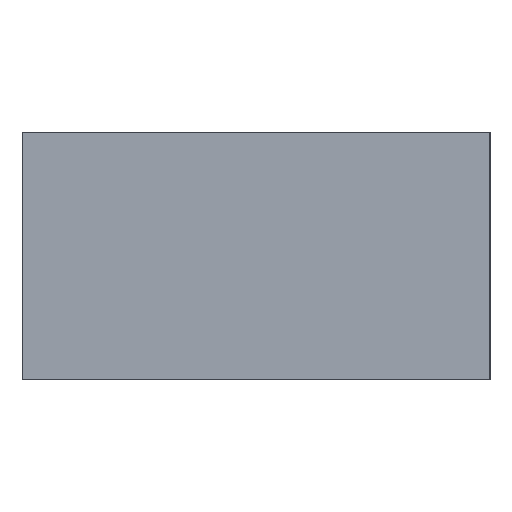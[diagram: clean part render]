
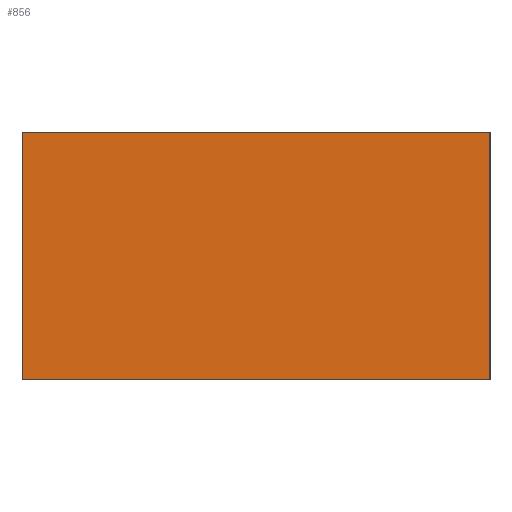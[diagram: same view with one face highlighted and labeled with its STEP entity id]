
A CAD part, left-side view. The second image highlights one B-rep face of the part: STEP entity #856.
In plain terms, the highlighted planar face has unit normal (-1, 0, 0).
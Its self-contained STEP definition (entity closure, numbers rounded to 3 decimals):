
#695 = VERTEX_POINT('',#696);
#696 = CARTESIAN_POINT('',(-0.775,-0.425,-0.03));
#702 = EDGE_CURVE('',#703,#695,#705,.T.);
#703 = VERTEX_POINT('',#704);
#704 = CARTESIAN_POINT('',(-0.775,-0.425,0.42));
#705 = LINE('',#706,#707);
#706 = CARTESIAN_POINT('',(-0.775,-0.425,0.42));
#707 = VECTOR('',#708,1.);
#708 = DIRECTION('',(0.,0.,-1.));
#792 = VERTEX_POINT('',#793);
#793 = CARTESIAN_POINT('',(-0.775,0.425,-0.03));
#799 = EDGE_CURVE('',#800,#792,#802,.T.);
#800 = VERTEX_POINT('',#801);
#801 = CARTESIAN_POINT('',(-0.775,0.425,0.42));
#802 = LINE('',#803,#804);
#803 = CARTESIAN_POINT('',(-0.775,0.425,0.42));
#804 = VECTOR('',#805,1.);
#805 = DIRECTION('',(0.,0.,-1.));
#845 = EDGE_CURVE('',#703,#800,#846,.T.);
#846 = LINE('',#847,#848);
#847 = CARTESIAN_POINT('',(-0.775,-0.425,0.42));
#848 = VECTOR('',#849,1.);
#849 = DIRECTION('',(0.,1.,0.));
#856 = ADVANCED_FACE('',(#857),#868,.T.);
#857 = FACE_BOUND('',#858,.T.);
#858 = EDGE_LOOP('',(#859,#860,#861,#867));
#859 = ORIENTED_EDGE('',*,*,#845,.T.);
#860 = ORIENTED_EDGE('',*,*,#799,.T.);
#861 = ORIENTED_EDGE('',*,*,#862,.F.);
#862 = EDGE_CURVE('',#695,#792,#863,.T.);
#863 = LINE('',#864,#865);
#864 = CARTESIAN_POINT('',(-0.775,-0.425,-0.03));
#865 = VECTOR('',#866,1.);
#866 = DIRECTION('',(0.,1.,0.));
#867 = ORIENTED_EDGE('',*,*,#702,.F.);
#868 = PLANE('',#869);
#869 = AXIS2_PLACEMENT_3D('',#870,#871,#872);
#870 = CARTESIAN_POINT('',(-0.775,-0.425,0.42));
#871 = DIRECTION('',(-1.,0.,0.));
#872 = DIRECTION('',(0.,0.,-1.));
